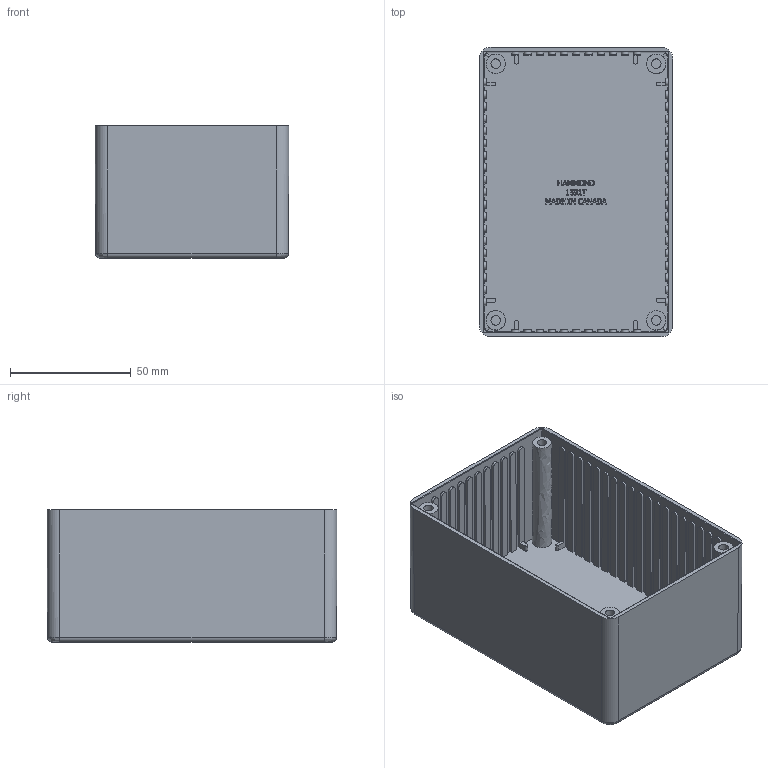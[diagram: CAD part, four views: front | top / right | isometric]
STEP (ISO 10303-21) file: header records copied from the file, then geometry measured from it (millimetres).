
FILE_DESCRIPTION((''),'2;1');
FILE_NAME('1591T Box.stp','2006-02-20T11:01:18',('rboehler'),(''),'Autodesk Inventor 10','Autodesk Inventor 10','');
FILE_SCHEMA(('AUTOMOTIVE_DESIGN { 1 0 10303 214 1 1 1 1 }'));
Length unit declared in the file: millimetre
Products named in the file (1): 1591T Box
Bounding box: 80.2 x 120 x 54.8 mm (x, y, z)
Volume: 75559.6 mm3; surface area: 71625.3 mm2
Topology: 2 solids, 2 shells, 675 faces, 1886 edges, 1254 vertices
Faces by surface type: plane 377, bspline 243, cylinder 55
Full cylindrical faces by diameter (mm): 3.988 x2, 8 x3
Entity records: 23784 total; most frequent: CARTESIAN_POINT 7393, ORIENTED_EDGE 3750, DIRECTION 2739, EDGE_CURVE 1875, VECTOR 1507, LINE 1507, VERTEX_POINT 1250, EDGE_LOOP 721
